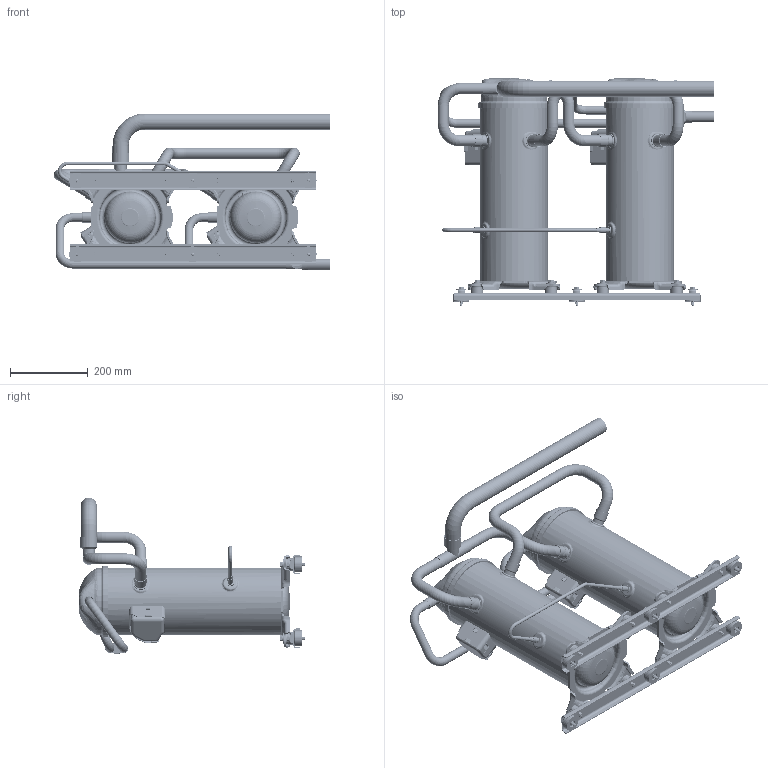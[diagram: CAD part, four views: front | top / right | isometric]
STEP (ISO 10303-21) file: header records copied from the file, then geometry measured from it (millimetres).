
FILE_DESCRIPTION((''),'2;1');
FILE_NAME('8556178P01_ASM','2018-07-19T',('u267281'),('DANFOSS COMMERCIAL COMPRESSOR'),'CREO PARAMETRIC BY PTC INC, 2015480','CREO PARAMETRIC BY PTC INC, 2015480','');
FILE_SCHEMA(('CONFIG_CONTROL_DESIGN'));
Length unit declared in the file: millimetre
Products named in the file (51): 5312557; FR_M8_OPEN_ENDED_RIVET_NUT; 5312557_ASM; FR_7SC5828B; FR_BOLT; FR_WASHER; FR_SLEEVE; FR_0SC5831B_ASM; 5311629P02; 6XR7234B_SHELL-LWR_XR-XN-F__AF0; 4XR7229B_HSG-LWR-BRG_AF0; OBSOLETE_2XR7228BPA; 2XR7226B_WASHER-THRUST; 2SR5774D; 1XR6234B_SHELL-LWR_XR-XN-F_MCHG_ASM; 1SR7516B0A; 3SR5783B_V_PT07; 3SR5783B_V_PT01; 3SR5783B_V_PT02A; 3SR5783B_V_PT02B; 3SR5783B_V_PT03; 3SR5783B_V_PT08; 3SR5783B_V_ASM; 6SR7139B_FENCE_NO_WELD_NUBS; 6SR5781D; 2SR5922B; 2SR7326B; 1SR6527B_ASM; 7SR5775D; 6SR5918B_USHELL_COML; 2SR5919B; 2SC5028C; COML_OUTLINE_USA_ASM; 0SR4110B_OUTL_ASM; FR_6301028_WASHER; FR_M8_LOCK_WASHER; 6102031P01; 6502057; 5206929; 5206930 ...
Assembly tree (101 placements, depth 5):
  8556178P01_ASM
    5312557_ASM  x2
      5312557
      FR_M8_OPEN_ENDED_RIVET_NUT
    FR_7SC5828B  x6
    FR_0SC5831B_ASM  x6
      FR_BOLT
      FR_WASHER
      FR_SLEEVE
    5311629P02  x8
    0SR4110B_OUTL_ASM  x2
      1XR6234B_SHELL-LWR_XR-XN-F_MCHG_ASM
        6XR7234B_SHELL-LWR_XR-XN-F__AF0
        4XR7229B_HSG-LWR-BRG_AF0
        OBSOLETE_2XR7228BPA
        2XR7226B_WASHER-THRUST
        2SR5774D
      1SR6527B_ASM
        1SR7516B0A
        3SR5783B_V_ASM
          3SR5783B_V_PT07
          3SR5783B_V_PT01  x3
          3SR5783B_V_PT02A
          3SR5783B_V_PT02B
          3SR5783B_V_PT03  x3
          3SR5783B_V_PT08  x3
        6SR7139B_FENCE_NO_WELD_NUBS
        6SR5781D
        2SR5922B  x2
        2SR7326B
      7SR5775D
      COML_OUTLINE_USA_ASM
        6SR5918B_USHELL_COML
        2SR5919B
        2SC5028C
    FR_6301028_WASHER  x8
    FR_M8_LOCK_WASHER  x8
    6102031P01  x8
    5207092P01_ASM
      6502057
      5206929
      5206930
    5207093P01_ASM
      6502056
      5206750
      5206931
    5202119P01
    5206928P01  x2
    5202118P01
    5202117P01
    5202120P01
Bounding box: 713.3 x 585.25 x 404.22 mm (x, y, z)
Volume: 3743310.7 mm3; surface area: 2675368.5 mm2
Topology: 138 solids, 138 shells, 5134 faces, 12406 edges, 7662 vertices
Faces by surface type: plane 1754, cylinder 1530, bspline 774, torus 662, cone 336, sphere 76, extrusion 2
Entity records: 87416 total; most frequent: CARTESIAN_POINT 38059, ORIENTED_EDGE 10192, DIRECTION 10036, EDGE_CURVE 5096, AXIS2_PLACEMENT_3D 3889, VERTEX_POINT 3134, EDGE_LOOP 2302, VECTOR 2258
